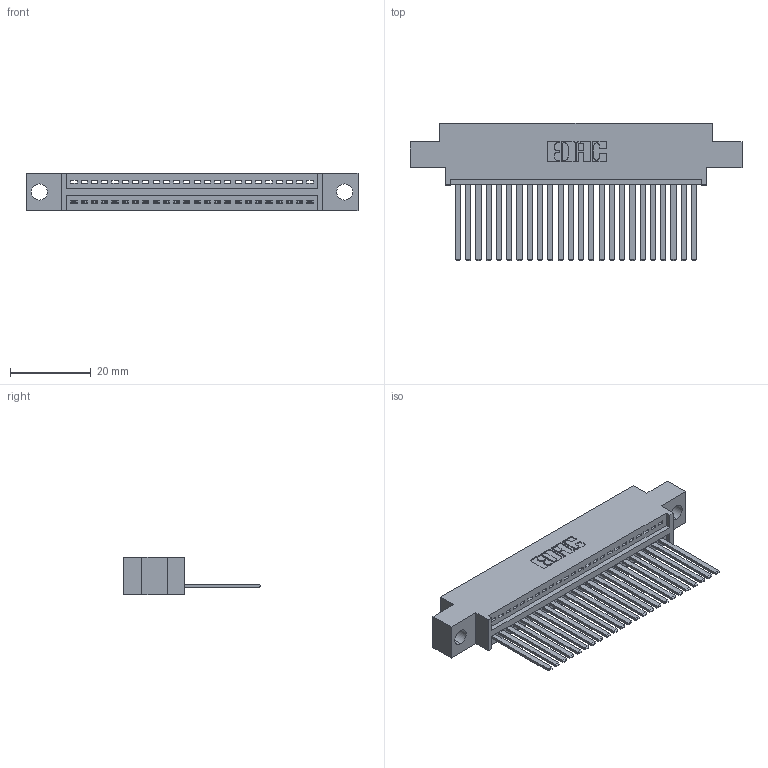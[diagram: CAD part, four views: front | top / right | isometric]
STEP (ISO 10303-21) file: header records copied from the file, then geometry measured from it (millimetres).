
FILE_DESCRIPTION (( 'STEP AP203' ), '1' );
FILE_NAME ('345-024-544-604.STEP', '2019-10-05T05:21:21', ( '' ), ( '' ), 'SwSTEP 2.0', 'SolidWorks 2016', '' );
FILE_SCHEMA (( 'CONFIG_CONTROL_DESIGN' ));
Length unit declared in the file: inch
Products named in the file (3): 345 Part_0.170 Offset - 0.156 Dia-TH; 345-292-001_345-293-144; 345-024-544-604
Assembly tree (25 placements, depth 2):
  345-024-544-604
    345 Part_0.170 Offset - 0.156 Dia-TH
    345-292-001_345-293-144  x24
Bounding box: 82.17 x 33.96 x 9.4 mm (x, y, z)
Volume: 7733.8 mm3; surface area: 10802.6 mm2
Topology: 25 solids, 25 shells, 1378 faces, 4145 edges, 2730 vertices
Faces by surface type: plane 948, cylinder 430
Entity records: 20437 total; most frequent: CARTESIAN_POINT 3548, ORIENTED_EDGE 3506, DIRECTION 3121, EDGE_CURVE 1753, VECTOR 1529, LINE 1529, VERTEX_POINT 1166, AXIS2_PLACEMENT_3D 796
